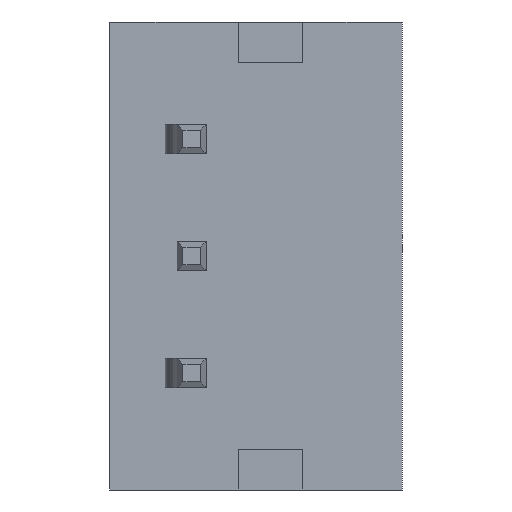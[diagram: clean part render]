
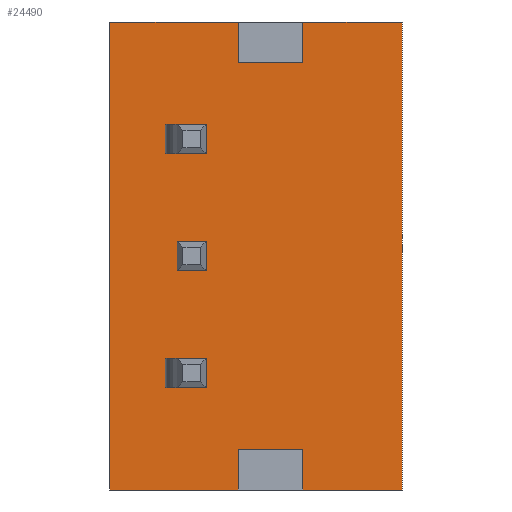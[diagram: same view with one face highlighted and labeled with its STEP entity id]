
A CAD part, front view. The second image highlights one B-rep face of the part: STEP entity #24490.
In plain terms, the highlighted face is planar.
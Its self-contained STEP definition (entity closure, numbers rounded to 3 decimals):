
#520=CARTESIAN_POINT('',(7.484,1.052,
2.447));
#530=VERTEX_POINT('',#520);
#680=CARTESIAN_POINT('',(7.484,1.052,
-5.553));
#690=VERTEX_POINT('',#680);
#720=CARTESIAN_POINT('',(7.484,1.052,
-11.553));
#730=DIRECTION('',(0.,0.,1.));
#740=VECTOR('',#730,1.);
#750=LINE('',#720,#740);
#760=EDGE_CURVE('',#690,#530,#750,.T.);
#920=CARTESIAN_POINT('',(9.184,1.052,
-4.853));
#930=VERTEX_POINT('',#920);
#1080=CARTESIAN_POINT('',(10.284,1.052,
-4.853));
#1090=VERTEX_POINT('',#1080);
#1120=CARTESIAN_POINT('',(7.484,1.052,
-4.853));
#1130=DIRECTION('',(1.,0.,0.));
#1140=VECTOR('',#1130,1.);
#1150=LINE('',#1120,#1140);
#1160=EDGE_CURVE('',#930,#1090,#1150,.T.);
#2190=CARTESIAN_POINT('',(12.484,1.052,
2.447));
#2200=VERTEX_POINT('',#2190);
#2230=CARTESIAN_POINT('',(12.484,1.052,
-7.553));
#2240=DIRECTION('',(0.,0.,-1.));
#2250=VECTOR('',#2240,1.);
#2260=LINE('',#2230,#2250);
#2270=CARTESIAN_POINT('',(12.484,1.052,
-5.553));
#2280=VERTEX_POINT('',#2270);
#2290=EDGE_CURVE('',#2200,#2280,#2260,.T.);
#2860=CARTESIAN_POINT('',(9.184,1.052,
8.447));
#2870=DIRECTION('',(0.,0.,1.));
#2880=VECTOR('',#2870,1.);
#2890=LINE('',#2860,#2880);
#2900=CARTESIAN_POINT('',(9.184,1.052,
-5.553));
#2910=VERTEX_POINT('',#2900);
#2920=EDGE_CURVE('',#2910,#930,#2890,.T.);
#3780=CARTESIAN_POINT('',(10.284,1.052,
1.747));
#3790=VERTEX_POINT('',#3780);
#3820=CARTESIAN_POINT('',(10.284,1.052,
-11.553));
#3830=DIRECTION('',(0.,0.,1.));
#3840=VECTOR('',#3830,1.);
#3850=LINE('',#3820,#3840);
#3860=CARTESIAN_POINT('',(10.284,1.052,
2.447));
#3870=VERTEX_POINT('',#3860);
#3880=EDGE_CURVE('',#3790,#3870,#3850,.T.);
#4420=CARTESIAN_POINT('',(10.284,1.052,
-5.553));
#4430=VERTEX_POINT('',#4420);
#4460=CARTESIAN_POINT('',(10.284,1.052,
8.447));
#4470=DIRECTION('',(0.,0.,-1.));
#4480=VECTOR('',#4470,1.);
#4490=LINE('',#4460,#4480);
#4500=EDGE_CURVE('',#1090,#4430,#4490,.T.);
#8190=CARTESIAN_POINT('',(11.334,1.052,
-3.303));
#8200=VERTEX_POINT('',#8190);
#8230=CARTESIAN_POINT('',(7.484,1.052,
-3.303));
#8240=DIRECTION('',(1.,0.,0.));
#8250=VECTOR('',#8240,1.);
#8260=LINE('',#8230,#8250);
#8270=CARTESIAN_POINT('',(10.834,1.052,
-3.303));
#8280=VERTEX_POINT('',#8270);
#8290=EDGE_CURVE('',#8280,#8200,#8260,.T.);
#8740=CARTESIAN_POINT('',(10.834,1.052,
-3.803));
#8750=VERTEX_POINT('',#8740);
#8850=CARTESIAN_POINT('',(10.834,1.052,
-7.553));
#8860=DIRECTION('',(0.,0.,1.));
#8870=VECTOR('',#8860,1.);
#8880=LINE('',#8850,#8870);
#8890=EDGE_CURVE('',#8750,#8280,#8880,.T.);
#9390=CARTESIAN_POINT('',(7.484,1.052,
-5.553));
#9400=DIRECTION('',(1.,0.,0.));
#9410=VECTOR('',#9400,1.);
#9420=LINE('',#9390,#9410);
#9430=EDGE_CURVE('',#690,#2910,#9420,.T.);
#9530=EDGE_CURVE('',#4430,#2280,#9420,.T.);
#9900=CARTESIAN_POINT('',(11.334,1.052,
-3.803));
#9910=VERTEX_POINT('',#9900);
#9960=CARTESIAN_POINT('',(11.334,1.052,
-7.553));
#9970=DIRECTION('',(0.,0.,-1.));
#9980=VECTOR('',#9970,1.);
#9990=LINE('',#9960,#9980);
#10000=EDGE_CURVE('',#8200,#9910,#9990,.T.);
#10280=CARTESIAN_POINT('',(7.484,1.052,
-3.803));
#10290=DIRECTION('',(-1.,0.,0.));
#10300=VECTOR('',#10290,1.);
#10310=LINE('',#10280,#10300);
#10320=EDGE_CURVE('',#9910,#8750,#10310,.T.);
#12090=CARTESIAN_POINT('',(11.334,1.052,
-1.803));
#12100=VERTEX_POINT('',#12090);
#12150=CARTESIAN_POINT('',(11.334,1.052,
-7.553));
#12160=DIRECTION('',(0.,0.,-1.));
#12170=VECTOR('',#12160,1.);
#12180=LINE('',#12150,#12170);
#12190=CARTESIAN_POINT('',(11.334,1.052,
-1.303));
#12200=VERTEX_POINT('',#12190);
#12210=EDGE_CURVE('',#12200,#12100,#12180,.T.);
#16190=CARTESIAN_POINT('',(11.334,1.052,
0.197));
#16200=VERTEX_POINT('',#16190);
#16590=CARTESIAN_POINT('',(10.834,1.052,
0.197));
#16600=VERTEX_POINT('',#16590);
#16630=CARTESIAN_POINT('',(7.484,1.052,
0.197));
#16640=DIRECTION('',(1.,0.,0.));
#16650=VECTOR('',#16640,1.);
#16660=LINE('',#16630,#16650);
#16670=EDGE_CURVE('',#16600,#16200,#16660,.T.);
#18900=CARTESIAN_POINT('',(7.484,1.052,
1.747));
#18910=DIRECTION('',(1.,0.,0.));
#18920=VECTOR('',#18910,1.);
#18930=LINE('',#18900,#18920);
#18940=CARTESIAN_POINT('',(9.184,1.052,
1.747));
#18950=VERTEX_POINT('',#18940);
#18960=EDGE_CURVE('',#18950,#3790,#18930,.T.);
#22350=CARTESIAN_POINT('',(7.484,1.052,
-1.303));
#22360=DIRECTION('',(1.,0.,0.));
#22370=VECTOR('',#22360,1.);
#22380=LINE('',#22350,#22370);
#22390=CARTESIAN_POINT('',(10.834,1.052,
-1.303));
#22400=VERTEX_POINT('',#22390);
#22410=EDGE_CURVE('',#22400,#12200,#22380,.T.);
#22650=CARTESIAN_POINT('',(10.834,1.052,
0.697));
#22660=VERTEX_POINT('',#22650);
#22690=CARTESIAN_POINT('',(10.834,1.052,
-7.553));
#22700=DIRECTION('',(0.,0.,-1.));
#22710=VECTOR('',#22700,1.);
#22720=LINE('',#22690,#22710);
#22730=EDGE_CURVE('',#22660,#16600,#22720,.T.);
#23610=CARTESIAN_POINT('',(11.334,1.052,
-7.553));
#23620=DIRECTION('',(0.,0.,1.));
#23630=VECTOR('',#23620,1.);
#23640=LINE('',#23610,#23630);
#23650=CARTESIAN_POINT('',(11.334,1.052,
0.697));
#23660=VERTEX_POINT('',#23650);
#23670=EDGE_CURVE('',#16200,#23660,#23640,.T.);
#23820=CARTESIAN_POINT('',(10.936,1.052,
-1.983));
#23830=DIRECTION('',(-0.,-1.,-0.));
#23840=DIRECTION('',(-1.,0.,0.));
#23850=AXIS2_PLACEMENT_3D('',#23820,#23830,#23840);
#23860=PLANE('',#23850);
#23870=CARTESIAN_POINT('',(7.484,1.052,
2.447));
#23880=DIRECTION('',(1.,0.,0.));
#23890=VECTOR('',#23880,1.);
#23900=LINE('',#23870,#23890);
#23910=EDGE_CURVE('',#3870,#2200,#23900,.T.);
#23920=ORIENTED_EDGE('',*,*,#23910,.T.);
#23930=ORIENTED_EDGE('',*,*,#3880,.T.);
#23940=ORIENTED_EDGE('',*,*,#18960,.T.);
#23950=CARTESIAN_POINT('',(9.184,1.052,
-11.553));
#23960=DIRECTION('',(0.,0.,-1.));
#23970=VECTOR('',#23960,1.);
#23980=LINE('',#23950,#23970);
#23990=CARTESIAN_POINT('',(9.184,1.052,
2.447));
#24000=VERTEX_POINT('',#23990);
#24010=EDGE_CURVE('',#24000,#18950,#23980,.T.);
#24020=ORIENTED_EDGE('',*,*,#24010,.T.);
#24030=EDGE_CURVE('',#530,#24000,#23900,.T.);
#24040=ORIENTED_EDGE('',*,*,#24030,.T.);
#24050=ORIENTED_EDGE('',*,*,#760,.T.);
#24060=ORIENTED_EDGE('',*,*,#9430,.F.);
#24070=ORIENTED_EDGE('',*,*,#2920,.F.);
#24080=ORIENTED_EDGE('',*,*,#1160,.F.);
#24090=ORIENTED_EDGE('',*,*,#4500,.F.);
#24100=ORIENTED_EDGE('',*,*,#9530,.F.);
#24110=ORIENTED_EDGE('',*,*,#2290,.T.);
#24120=EDGE_LOOP('',(#24110,#24100,#24090,#24080,#24070,#24060,#24050,
#24040,#24020,#23940,#23930,#23920));
#24130=FACE_OUTER_BOUND('',#24120,.T.);
#24140=ORIENTED_EDGE('',*,*,#23670,.T.);
#24150=ORIENTED_EDGE('',*,*,#16670,.T.);
#24160=ORIENTED_EDGE('',*,*,#22730,.T.);
#24170=CARTESIAN_POINT('',(7.484,1.052,
0.697));
#24180=DIRECTION('',(-1.,0.,0.));
#24190=VECTOR('',#24180,1.);
#24200=LINE('',#24170,#24190);
#24210=EDGE_CURVE('',#23660,#22660,#24200,.T.);
#24220=ORIENTED_EDGE('',*,*,#24210,.T.);
#24230=EDGE_LOOP('',(#24220,#24160,#24150,#24140));
#24240=FACE_BOUND('',#24230,.T.);
#24250=ORIENTED_EDGE('',*,*,#10320,.F.);
#24260=ORIENTED_EDGE('',*,*,#8890,.F.);
#24270=ORIENTED_EDGE('',*,*,#8290,.F.);
#24280=ORIENTED_EDGE('',*,*,#10000,.F.);
#24290=EDGE_LOOP('',(#24280,#24270,#24260,#24250));
#24300=FACE_BOUND('',#24290,.T.);
#24310=ORIENTED_EDGE('',*,*,#12210,.F.);
#24320=CARTESIAN_POINT('',(7.484,1.052,
-1.803));
#24330=DIRECTION('',(-1.,0.,0.));
#24340=VECTOR('',#24330,1.);
#24350=LINE('',#24320,#24340);
#24360=CARTESIAN_POINT('',(10.834,1.052,
-1.803));
#24370=VERTEX_POINT('',#24360);
#24380=EDGE_CURVE('',#12100,#24370,#24350,.T.);
#24390=ORIENTED_EDGE('',*,*,#24380,.F.);
#24400=CARTESIAN_POINT('',(10.834,1.052,
-7.553));
#24410=DIRECTION('',(0.,0.,1.));
#24420=VECTOR('',#24410,1.);
#24430=LINE('',#24400,#24420);
#24440=EDGE_CURVE('',#24370,#22400,#24430,.T.);
#24450=ORIENTED_EDGE('',*,*,#24440,.F.);
#24460=ORIENTED_EDGE('',*,*,#22410,.F.);
#24470=EDGE_LOOP('',(#24460,#24450,#24390,#24310));
#24480=FACE_BOUND('',#24470,.T.);
#24490=ADVANCED_FACE('',(#24130,#24240,#24300,#24480),#23860,.F.);
